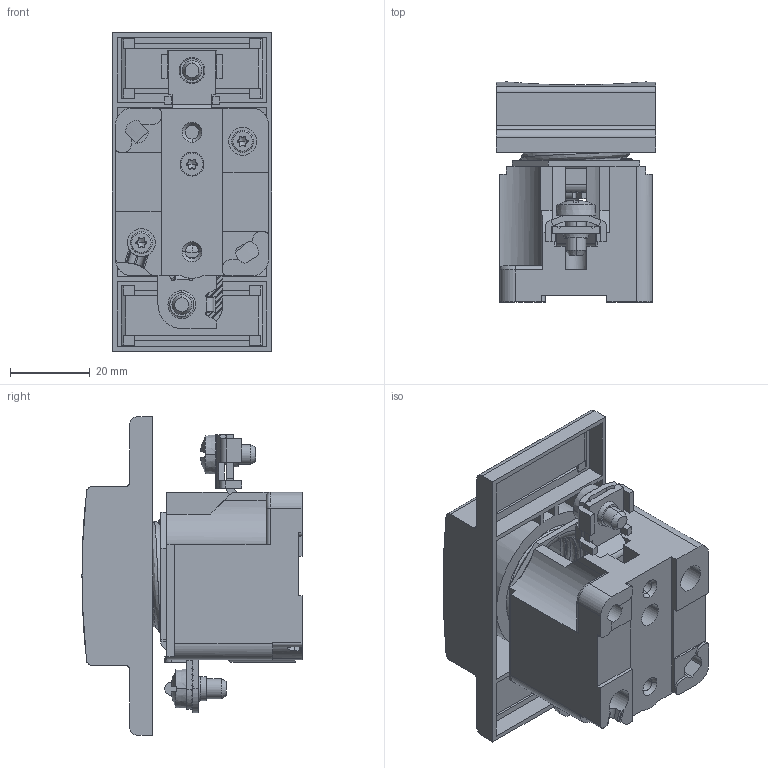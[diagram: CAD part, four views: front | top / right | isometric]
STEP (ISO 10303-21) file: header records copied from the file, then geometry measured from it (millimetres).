
FILE_DESCRIPTION((''),'2;1');
FILE_NAME('002322016_DII_E27_25A_EZN_1P_ZP_ASM','2024-02-26T07:19:19',('klemen.sitar'),('Audax d.o.o.'),'CREO PARAMETRIC BY PTC INC, 2021304','CREO PARAMETRIC BY PTC INC, 2021304','');
FILE_SCHEMA(('AP242_MANAGED_MODEL_BASED_3D_ENGINEERING_MIM_LF { 1 0 10303 442 1 1 4 }'));
Length unit declared in the file: millimetre
Products named in the file (11): 0000032230_1_1; 0000006496_1_1; 0000006478_1_1; 0000006502_1_1; 0000006479_1_1; 0000020482_1_1; 0000059961_1_1; 0000059958_1_1; 0000044983_1_1; EZN_25_1P_ZP_002322016_ASM_1_ASM; 002322016_DII_E27_25A_EZN_1P_ZP_ASM
Assembly tree (12 placements, depth 3):
  002322016_DII_E27_25A_EZN_1P_ZP_ASM
    EZN_25_1P_ZP_002322016_ASM_1_ASM
      0000032230_1_1
      0000006496_1_1
      0000006478_1_1
      0000006502_1_1
      0000006479_1_1
      0000020482_1_1  x2
      0000059961_1_1
      0000059958_1_1  x2
      0000044983_1_1
Bounding box: 40 x 55.25 x 80 mm (x, y, z)
Volume: 44795.4 mm3; surface area: 35280.1 mm2
Topology: 11 solids, 17 shells, 807 faces, 2332 edges, 1561 vertices
Faces by surface type: plane 509, cylinder 207, cone 50, torus 25, bspline 12, sphere 4
Entity records: 41180 total; most frequent: CARTESIAN_POINT 13672, ORIENTED_EDGE 4186, DIRECTION 3910, EDGE_CURVE 2105, PRESENTATION_STYLE_ASSIGNMENT 1887, STYLED_ITEM 1887, CURVE_STYLE 1739, VERTEX_POINT 1411
